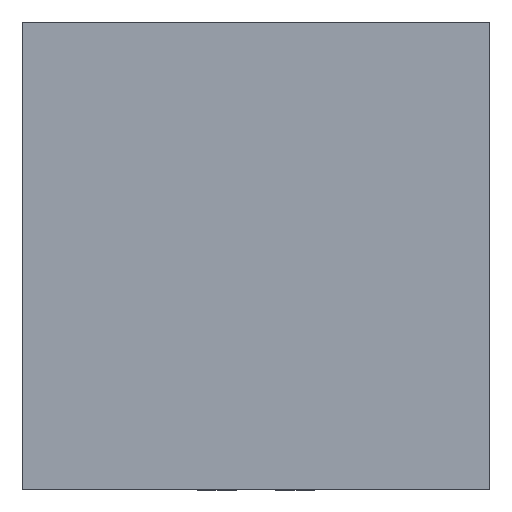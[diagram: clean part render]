
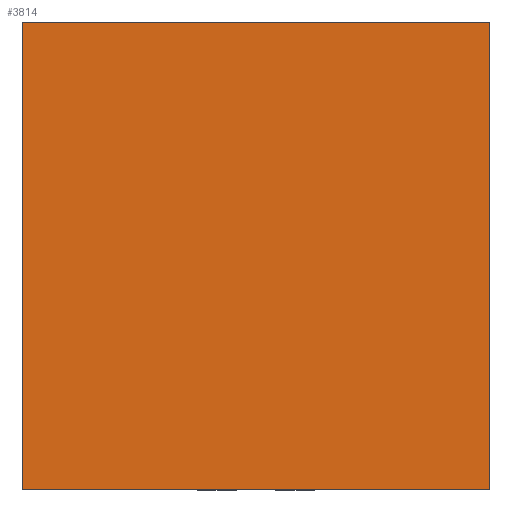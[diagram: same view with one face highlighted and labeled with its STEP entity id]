
A CAD part, top view. The second image highlights one B-rep face of the part: STEP entity #3814.
In plain terms, the highlighted face is planar.
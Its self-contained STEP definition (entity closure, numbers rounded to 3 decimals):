
#1209=DIRECTION('',(0.,0.,1.));
#1210=VECTOR('',#1209,3.);
#1211=CARTESIAN_POINT('',(-1.5,0.75,-1.5));
#1212=LINE('',#1211,#1210);
#1216=DIRECTION('',(-1.,0.,0.));
#1217=VECTOR('',#1216,3.);
#1218=CARTESIAN_POINT('',(1.5,0.75,-1.5));
#1219=LINE('',#1218,#1217);
#1223=DIRECTION('',(0.,0.,-1.));
#1224=VECTOR('',#1223,3.);
#1225=CARTESIAN_POINT('',(1.5,0.75,1.5));
#1226=LINE('',#1225,#1224);
#1230=DIRECTION('',(1.,0.,0.));
#1231=VECTOR('',#1230,3.);
#1232=CARTESIAN_POINT('',(-1.5,0.75,1.5));
#1233=LINE('',#1232,#1231);
#2843=CARTESIAN_POINT('',(-1.5,0.75,-1.5));
#2844=CARTESIAN_POINT('',(-1.5,0.75,1.5));
#2845=VERTEX_POINT('',#2843);
#2846=VERTEX_POINT('',#2844);
#2847=CARTESIAN_POINT('',(1.5,0.75,1.5));
#2848=VERTEX_POINT('',#2847);
#2849=CARTESIAN_POINT('',(1.5,0.75,-1.5));
#2850=VERTEX_POINT('',#2849);
#3803=CARTESIAN_POINT('',(0.,0.75,0.));
#3804=DIRECTION('',(0.,1.,0.));
#3805=DIRECTION('',(1.,0.,0.));
#3806=AXIS2_PLACEMENT_3D('',#3803,#3804,#3805);
#3807=PLANE('',#3806);
#3808=ORIENTED_EDGE('',*,*,#3545,.F.);
#3809=ORIENTED_EDGE('',*,*,#3635,.F.);
#3810=ORIENTED_EDGE('',*,*,#3679,.F.);
#3811=ORIENTED_EDGE('',*,*,#3767,.F.);
#3812=EDGE_LOOP('',(#3808,#3809,#3810,#3811));
#3813=FACE_OUTER_BOUND('',#3812,.F.);
#3814=ADVANCED_FACE('',(#3813),#3807,.T.);
#3545=EDGE_CURVE('',#2845,#2846,#1212,.T.);
#3635=EDGE_CURVE('',#2850,#2845,#1219,.T.);
#3679=EDGE_CURVE('',#2848,#2850,#1226,.T.);
#3767=EDGE_CURVE('',#2846,#2848,#1233,.T.);
